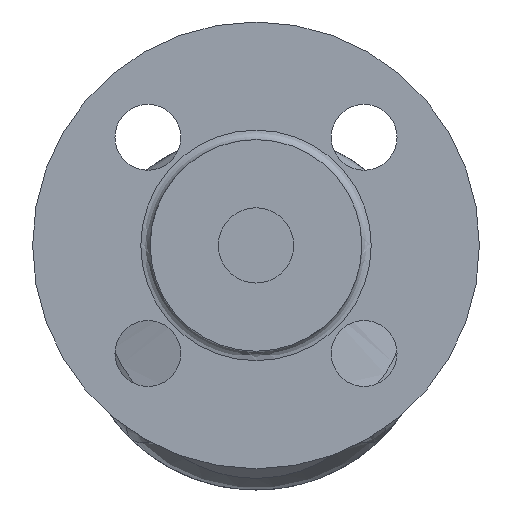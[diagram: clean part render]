
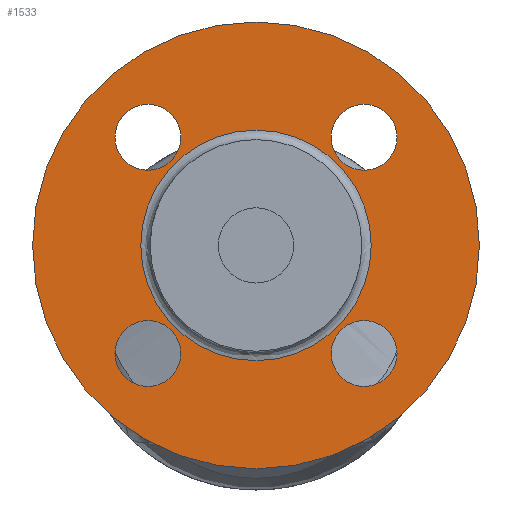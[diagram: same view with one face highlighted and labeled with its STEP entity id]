
A CAD part, left-side view. The second image highlights one B-rep face of the part: STEP entity #1533.
In plain terms, the highlighted free-form (B-spline) face has degree [1, 1] with [2, 2] control points.
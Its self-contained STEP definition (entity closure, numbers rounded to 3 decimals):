
#1304=CARTESIAN_POINT('',(-77.5,0.0,61.5));
#1305=VERTEX_POINT('',#1304);
#1306=CARTESIAN_POINT('',(-77.5,0.0,14.));
#1307=DIRECTION('',(-1.0,0.0,0.0));
#1308=DIRECTION('',(0.0,0.0,1.0));
#1309=AXIS2_PLACEMENT_3D('',#1306,#1307,#1308);
#1310=CIRCLE('',#1309,47.5);
#1311=EDGE_CURVE('',#1305,#1305,#1310,.T.);
#1455=CARTESIAN_POINT('',(-77.5,0.0,38.5));
#1456=VERTEX_POINT('',#1455);
#1457=CARTESIAN_POINT('',(-77.5,0.0,14.));
#1458=DIRECTION('',(-1.0,0.0,0.0));
#1459=DIRECTION('',(0.0,0.0,-1.0));
#1460=AXIS2_PLACEMENT_3D('',#1457,#1458,#1459);
#1461=CIRCLE('',#1460,24.5);
#1462=EDGE_CURVE('',#1456,#1456,#1461,.T.);
#1478=CARTESIAN_POINT('',(-77.5,47.5,61.5));
#1479=CARTESIAN_POINT('',(-77.5,47.5,-33.5));
#1480=CARTESIAN_POINT('',(-77.5,-47.5,61.5));
#1481=CARTESIAN_POINT('',(-77.5,-47.5,-33.5));
#1482=B_SPLINE_SURFACE_WITH_KNOTS('',1,1,((#1478,#1480),(#1479,#1481)),.UNSPECIFIED.,.F.,.F.,.U.,(2,2),(2,2),(0.0,95.0),(0.0,95.0),.UNSPECIFIED.);
#1483=ORIENTED_EDGE('',*,*,#1311,.T.);
#1484=EDGE_LOOP('',(#1483));
#1485=FACE_OUTER_BOUND('',#1484,.T.);
#1486=CARTESIAN_POINT('',(-77.5,22.981,29.981));
#1487=VERTEX_POINT('',#1486);
#1488=CARTESIAN_POINT('',(-77.5,22.981,36.981));
#1489=DIRECTION('',(1.0,0.0,0.0));
#1490=DIRECTION('',(0.0,0.0,-1.0));
#1491=AXIS2_PLACEMENT_3D('',#1488,#1489,#1490);
#1492=CIRCLE('',#1491,7.);
#1493=EDGE_CURVE('',#1487,#1487,#1492,.T.);
#1494=ORIENTED_EDGE('',*,*,#1493,.T.);
#1495=EDGE_LOOP('',(#1494));
#1496=FACE_BOUND('',#1495,.T.);
#1497=CARTESIAN_POINT('',(-77.5,15.981,-8.981));
#1498=VERTEX_POINT('',#1497);
#1499=CARTESIAN_POINT('',(-77.5,22.981,-8.981));
#1500=DIRECTION('',(1.0,0.0,0.0));
#1501=DIRECTION('',(0.0,-1.0,0.0));
#1502=AXIS2_PLACEMENT_3D('',#1499,#1500,#1501);
#1503=CIRCLE('',#1502,7.);
#1504=EDGE_CURVE('',#1498,#1498,#1503,.T.);
#1505=ORIENTED_EDGE('',*,*,#1504,.T.);
#1506=EDGE_LOOP('',(#1505));
#1507=FACE_BOUND('',#1506,.T.);
#1508=CARTESIAN_POINT('',(-77.5,-22.981,-1.981));
#1509=VERTEX_POINT('',#1508);
#1510=CARTESIAN_POINT('',(-77.5,-22.981,-8.981));
#1511=DIRECTION('',(1.0,0.0,0.0));
#1512=DIRECTION('',(0.0,0.0,1.0));
#1513=AXIS2_PLACEMENT_3D('',#1510,#1511,#1512);
#1514=CIRCLE('',#1513,7.);
#1515=EDGE_CURVE('',#1509,#1509,#1514,.T.);
#1516=ORIENTED_EDGE('',*,*,#1515,.T.);
#1517=EDGE_LOOP('',(#1516));
#1518=FACE_BOUND('',#1517,.T.);
#1519=CARTESIAN_POINT('',(-77.5,-15.981,36.981));
#1520=VERTEX_POINT('',#1519);
#1521=CARTESIAN_POINT('',(-77.5,-22.981,36.981));
#1522=DIRECTION('',(1.0,0.0,0.0));
#1523=DIRECTION('',(0.0,1.0,0.0));
#1524=AXIS2_PLACEMENT_3D('',#1521,#1522,#1523);
#1525=CIRCLE('',#1524,7.);
#1526=EDGE_CURVE('',#1520,#1520,#1525,.T.);
#1527=ORIENTED_EDGE('',*,*,#1526,.T.);
#1528=EDGE_LOOP('',(#1527));
#1529=FACE_BOUND('',#1528,.T.);
#1530=ORIENTED_EDGE('',*,*,#1462,.F.);
#1531=EDGE_LOOP('',(#1530));
#1532=FACE_BOUND('',#1531,.T.);
#1533=ADVANCED_FACE('',(#1485,#1496,#1507,#1518,#1529,#1532),#1482,.T.);
